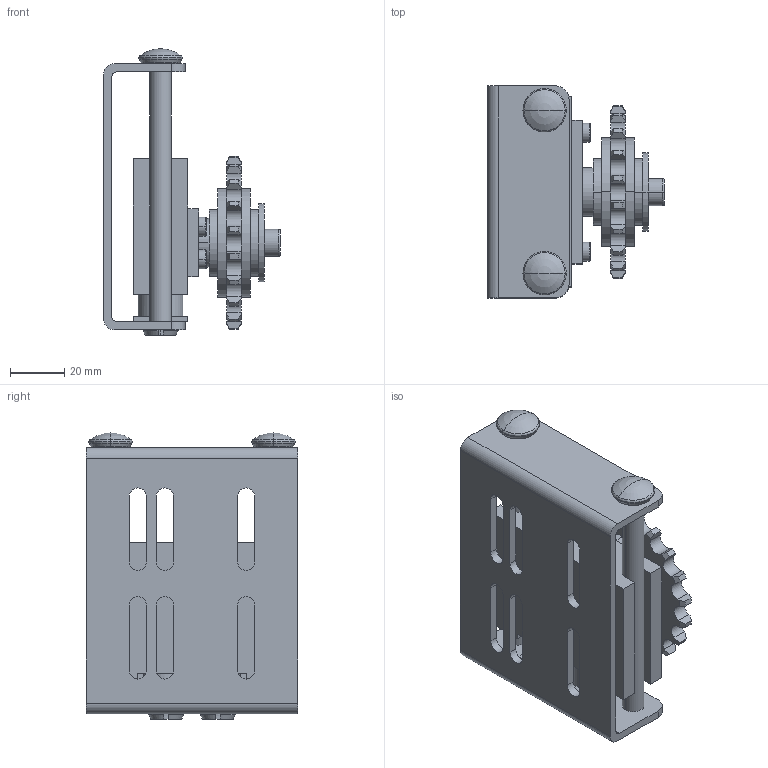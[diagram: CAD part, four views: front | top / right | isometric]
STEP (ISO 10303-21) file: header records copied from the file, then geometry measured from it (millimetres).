
FILE_DESCRIPTION(('STEP AP214'),'1');
FILE_NAME('cctmp_C9CF7EAA-9154-46CA-99E0-F69F3A42A8FD_2023_7_12_8_51_20_915..stp','2023-07-12T06:51:21',('Murtfeldt Kunststoffe GmbH & Co.KG'),('CADClick - www.CADClick.com'),'Spatial InterOp 3D',' ','unknown authorization');
FILE_SCHEMA(('AUTOMOTIVE_DESIGN'));
Length unit declared in the file: millimetre
Products named in the file (1): 1
Bounding box: 65.15 x 78 x 105.5 mm (x, y, z)
Volume: 138939.8 mm3; surface area: 65160 mm2
Topology: 2 solids, 17 shells, 579 faces, 1474 edges, 952 vertices
Faces by surface type: plane 269, cylinder 184, cone 86, torus 36, sphere 4
Entity records: 22022 total; most frequent: CARTESIAN_POINT 3179, DIRECTION 3060, ORIENTED_EDGE 2908, EDGE_CURVE 1454, AXIS2_PLACEMENT_3D 1121, VERTEX_POINT 952, LINE 818, VECTOR 818
